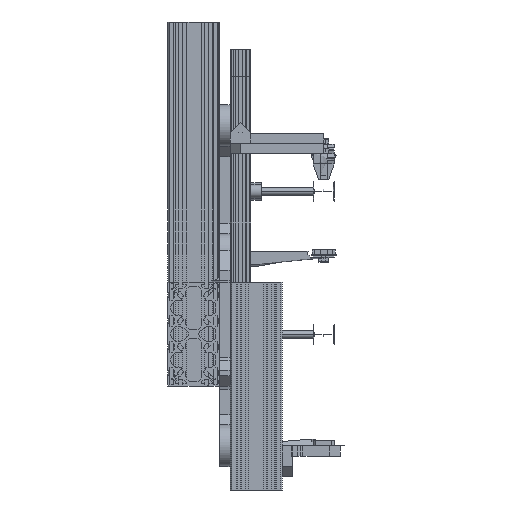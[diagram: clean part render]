
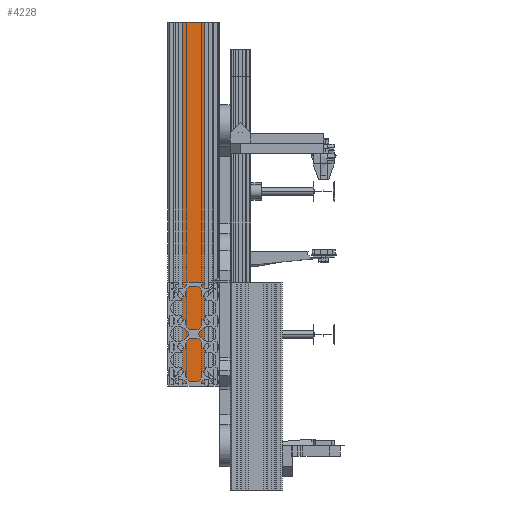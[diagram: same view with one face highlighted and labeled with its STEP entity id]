
A CAD part, front view. The second image highlights one B-rep face of the part: STEP entity #4228.
In plain terms, the highlighted planar face has unit normal (0, -1, 0).
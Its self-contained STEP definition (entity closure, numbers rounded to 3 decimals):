
#1615=B_SPLINE_CURVE_WITH_KNOTS('',1,(#39510,#39511),.UNSPECIFIED.,.F.,
 .F.,(2,2),(0.,41.8),.UNSPECIFIED.);
#1766=B_SPLINE_CURVE_WITH_KNOTS('',1,(#40125,#40126),.UNSPECIFIED.,.F.,
 .F.,(2,2),(-700.,0.),.UNSPECIFIED.);
#1767=B_SPLINE_CURVE_WITH_KNOTS('',1,(#40127,#40128),.UNSPECIFIED.,.F.,
 .F.,(2,2),(-41.8,0.),.UNSPECIFIED.);
#1768=B_SPLINE_CURVE_WITH_KNOTS('',1,(#40129,#40130),.UNSPECIFIED.,.F.,
 .F.,(2,2),(-700.,0.),.UNSPECIFIED.);
#4228=ADVANCED_FACE('',(#5908),#28542,.T.);
#5908=FACE_OUTER_BOUND('',#7645,.T.);
#7645=EDGE_LOOP('',(#12074,#12075,#12076,#12077));
#12074=ORIENTED_EDGE('',*,*,#19782,.T.);
#12075=ORIENTED_EDGE('',*,*,#20030,.F.);
#12076=ORIENTED_EDGE('',*,*,#20031,.T.);
#12077=ORIENTED_EDGE('',*,*,#20032,.T.);
#19782=EDGE_CURVE('',#26139,#26138,#1615,.T.);
#20030=EDGE_CURVE('',#26356,#26138,#1766,.T.);
#20031=EDGE_CURVE('',#26356,#26357,#1767,.T.);
#20032=EDGE_CURVE('',#26357,#26139,#1768,.T.);
#26138=VERTEX_POINT('',#38983);
#26139=VERTEX_POINT('',#38984);
#26356=VERTEX_POINT('',#39201);
#26357=VERTEX_POINT('',#39202);
#28542=PLANE('',#30197);
#30197=AXIS2_PLACEMENT_3D('',#38139,#31003,$);
#31003=DIRECTION('',(0.,-1.,0.));
#38139=CARTESIAN_POINT('',(-70.9,1200.,0.));
#38983=CARTESIAN_POINT('',(-29.1,1200.,0.));
#38984=CARTESIAN_POINT('',(-70.9,1200.,0.));
#39201=CARTESIAN_POINT('',(-29.1,1200.,700.));
#39202=CARTESIAN_POINT('',(-70.9,1200.,700.));
#39510=CARTESIAN_POINT('',(-70.9,1200.,0.));
#39511=CARTESIAN_POINT('',(-29.1,1200.,0.));
#40125=CARTESIAN_POINT('',(-29.1,1200.,700.));
#40126=CARTESIAN_POINT('',(-29.1,1200.,0.));
#40127=CARTESIAN_POINT('',(-29.1,1200.,700.));
#40128=CARTESIAN_POINT('',(-70.9,1200.,700.));
#40129=CARTESIAN_POINT('',(-70.9,1200.,700.));
#40130=CARTESIAN_POINT('',(-70.9,1200.,0.));
